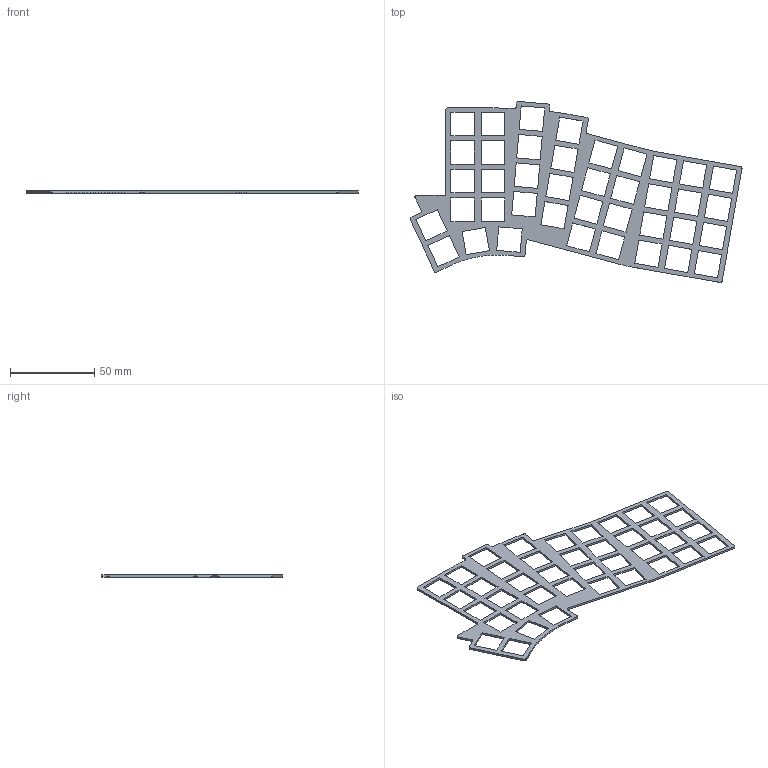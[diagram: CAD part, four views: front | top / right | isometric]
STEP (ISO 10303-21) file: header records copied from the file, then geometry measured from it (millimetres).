
FILE_DESCRIPTION(('KiCad electronic assembly'),'2;1');
FILE_NAME('right-plate.step','2023-07-04T13:50:04',('Pcbnew'),('Kicad'), 'Open CASCADE STEP processor 7.6','KiCad to STEP converter','Unknown' );
FILE_SCHEMA(('AUTOMOTIVE_DESIGN { 1 0 10303 214 1 1 1 1 }'));
Length unit declared in the file: millimetre
Products named in the file (2): right-plate 1; right-plate PCB
Assembly tree (1 placements, depth 2):
  right-plate 1
    right-plate PCB
Bounding box: 197.36 x 107.66 x 1.2 mm (x, y, z)
Volume: 7483.1 mm3; surface area: 15846 mm2
Topology: 1 solids, 1 shells, 346 faces, 1032 edges, 688 vertices
Faces by surface type: plane 346
Entity records: 24999 total; most frequent: CARTESIAN_POINT 4132, DIRECTION 3792, LINE 3096, VECTOR 3096, ORIENTED_EDGE 2064, PCURVE 2064, DEFINITIONAL_REPRESENTATION 2064, EDGE_CURVE 1032
